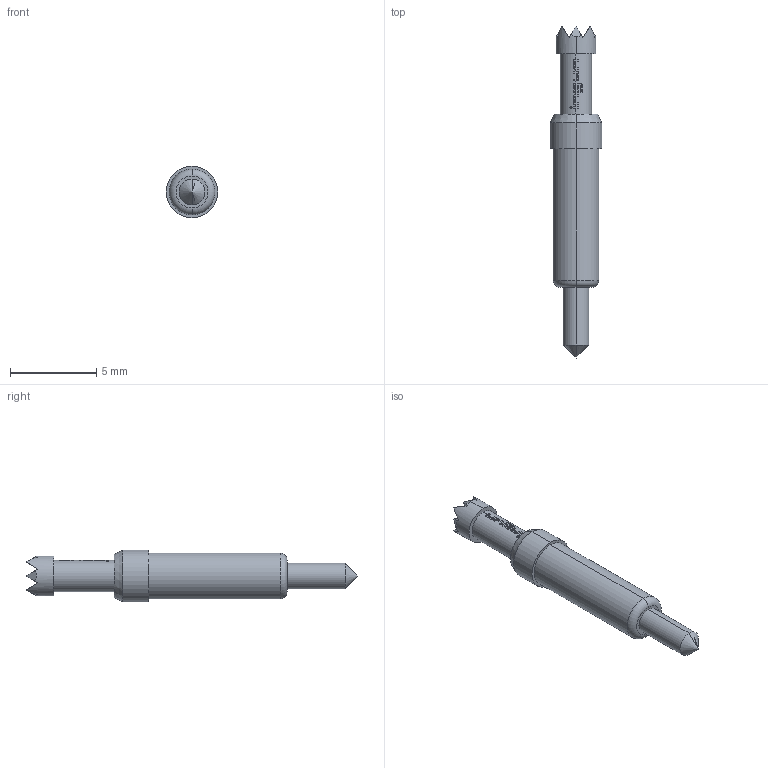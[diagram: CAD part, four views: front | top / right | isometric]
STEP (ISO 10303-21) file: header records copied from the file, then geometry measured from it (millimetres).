
FILE_DESCRIPTION (( 'STEP AP203' ), '1' );
FILE_NAME ('INGUN_GKS-913_306_230_A_xx02_1.STEP', '2021-09-20T07:31:30', ( 'ochi' ), ( '' ), 'SwSTEP 2.0', 'SolidWorks 2018', '' );
FILE_SCHEMA (( 'CONFIG_CONTROL_DESIGN' ));
Length unit declared in the file: millimetre
Products named in the file (1): INGUN_GKS-913_306_230_A_xx02_1
Bounding box: 3 x 19.2 x 3 mm (x, y, z)
Volume: 77.5 mm3; surface area: 148.3 mm2
Topology: 1 solids, 1 shells, 137 faces, 358 edges, 226 vertices
Faces by surface type: plane 65, bspline 37, cylinder 29, cone 4, torus 2
Entity records: 5192 total; most frequent: CARTESIAN_POINT 2398, ORIENTED_EDGE 712, EDGE_CURVE 356, DIRECTION 330, VERTEX_POINT 226, B_SPLINE_CURVE_WITH_KNOTS 222, EDGE_LOOP 142, ADVANCED_FACE 137
